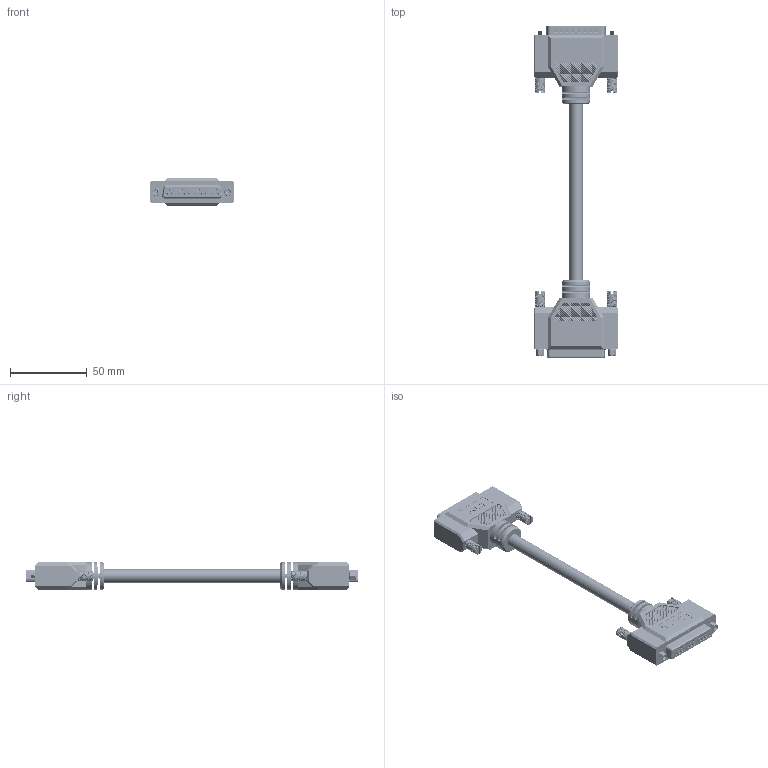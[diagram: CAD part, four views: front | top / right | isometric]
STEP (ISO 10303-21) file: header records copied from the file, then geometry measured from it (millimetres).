
FILE_DESCRIPTION (( 'STEP AP214' ), '1' );
FILE_NAME ('CSNULL25MF.STEP', '2010-08-26T14:57:14', ( 'x' ), ( 'Microsoft' ), 'SwSTEP 2.0', 'SolidWorks 2010', '' );
FILE_SCHEMA (( 'AUTOMOTIVE_DESIGN' ));
Length unit declared in the file: inch
Products named in the file (10): 3AB01-094_logo; 3AC03-009_.340" O.D. X 4.5"; CSNULL25MF; MTN-172_logo; 3AB01-093; 1AC08-018; 1AJ10-005_1AJ10-005; 1AJ06-028_CRMN9 Screw; MTN-173; 1AC08-013
Assembly tree (15 placements, depth 3):
  CSNULL25MF
    3AB01-094_logo
      1AJ06-028_CRMN9 Screw  x2
      MTN-173
      1AC08-018
      MTN-172_logo
    3AB01-093
      1AC08-013
      1AJ10-005_1AJ10-005  x2
      MTN-173
      1AJ06-028_CRMN9 Screw  x2
      MTN-172_logo
    3AC03-009_.340" O.D. X 4.5"
Bounding box: 55.07 x 216.11 x 17.98 mm (x, y, z)
Volume: 85428.2 mm3; surface area: 43773.2 mm2
Topology: 71 solids, 71 shells, 10356 faces, 22740 edges, 12654 vertices
Faces by surface type: plane 7088, cylinder 1527, bspline 1344, cone 212, torus 177, sphere 8
Entity records: 155462 total; most frequent: CARTESIAN_POINT 41510, ORIENTED_EDGE 23134, DIRECTION 21672, EDGE_CURVE 11567, LINE 8044, VECTOR 8044, AXIS2_PLACEMENT_3D 6814, VERTEX_POINT 6464
